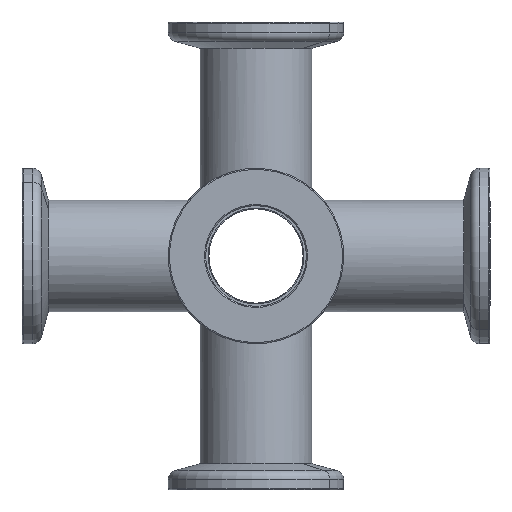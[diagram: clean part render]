
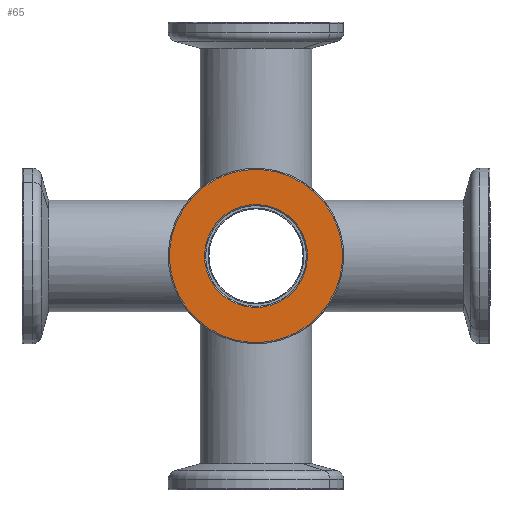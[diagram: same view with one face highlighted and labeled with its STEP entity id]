
A CAD part, front view. The second image highlights one B-rep face of the part: STEP entity #65.
In plain terms, the highlighted planar face has unit normal (0, -1, 0).
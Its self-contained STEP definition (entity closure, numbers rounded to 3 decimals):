
#15 = DIRECTION ( 'NONE',  ( 0., 1., 0. ) ) ;
#27 = AXIS2_PLACEMENT_3D ( 'NONE', #901, #1571, #1701 ) ;
#40 = AXIS2_PLACEMENT_3D ( 'NONE', #817, #15, #948 ) ;
#50 = CARTESIAN_POINT ( 'NONE',  ( 0., 0., 8.8 ) ) ;
#65 = ADVANCED_FACE ( 'NONE', ( #370, #735 ), #106, .T. ) ;
#106 = PLANE ( 'NONE',  #27 ) ;
#185 = VERTEX_POINT ( 'NONE', #752 ) ;
#196 = AXIS2_PLACEMENT_3D ( 'NONE', #360, #1324, #501 ) ;
#360 = CARTESIAN_POINT ( 'NONE',  ( 0., 0., 0. ) ) ;
#370 = FACE_OUTER_BOUND ( 'NONE', #788, .T. ) ;
#392 = AXIS2_PLACEMENT_3D ( 'NONE', #1471, #654, #1592 ) ;
#501 = DIRECTION ( 'NONE',  ( 0., 0., -1. ) ) ;
#589 = DIRECTION ( 'NONE',  ( 0., 1., 0. ) ) ;
#619 = EDGE_CURVE ( 'NONE', #1165, #185, #895, .T. ) ;
#654 = DIRECTION ( 'NONE',  ( 0., -1., 0. ) ) ;
#735 = FACE_BOUND ( 'NONE', #860, .T. ) ;
#752 = CARTESIAN_POINT ( 'NONE',  ( 0., 0., 14.8 ) ) ;
#788 = EDGE_LOOP ( 'NONE', ( #1359, #1160 ) ) ;
#817 = CARTESIAN_POINT ( 'NONE',  ( 0., 0., 0. ) ) ;
#860 = EDGE_LOOP ( 'NONE', ( #1666, #869 ) ) ;
#869 = ORIENTED_EDGE ( 'NONE', *, *, #1446, .T. ) ;
#889 = EDGE_CURVE ( 'NONE', #185, #1165, #1093, .T. ) ;
#895 = CIRCLE ( 'NONE', #196, 14.8 ) ;
#901 = CARTESIAN_POINT ( 'NONE',  ( -8.6, 0., 0. ) ) ;
#913 = VERTEX_POINT ( 'NONE', #1329 ) ;
#948 = DIRECTION ( 'NONE',  ( 0., 0., -1. ) ) ;
#1027 = CIRCLE ( 'NONE', #40, 8.8 ) ;
#1093 = CIRCLE ( 'NONE', #392, 14.8 ) ;
#1160 = ORIENTED_EDGE ( 'NONE', *, *, #889, .T. ) ;
#1165 = VERTEX_POINT ( 'NONE', #1263 ) ;
#1198 = VERTEX_POINT ( 'NONE', #50 ) ;
#1206 = EDGE_CURVE ( 'NONE', #913, #1198, #1698, .T. ) ;
#1263 = CARTESIAN_POINT ( 'NONE',  ( 0., 0., -14.8 ) ) ;
#1324 = DIRECTION ( 'NONE',  ( 0., -1., 0. ) ) ;
#1329 = CARTESIAN_POINT ( 'NONE',  ( 0., 0., -8.8 ) ) ;
#1359 = ORIENTED_EDGE ( 'NONE', *, *, #619, .T. ) ;
#1414 = CARTESIAN_POINT ( 'NONE',  ( 0., 0., 0. ) ) ;
#1446 = EDGE_CURVE ( 'NONE', #1198, #913, #1027, .T. ) ;
#1471 = CARTESIAN_POINT ( 'NONE',  ( 0., 0., 0. ) ) ;
#1531 = DIRECTION ( 'NONE',  ( 0., 0., -1. ) ) ;
#1571 = DIRECTION ( 'NONE',  ( 0., -1., 0. ) ) ;
#1592 = DIRECTION ( 'NONE',  ( 0., 0., -1. ) ) ;
#1624 = AXIS2_PLACEMENT_3D ( 'NONE', #1414, #589, #1531 ) ;
#1666 = ORIENTED_EDGE ( 'NONE', *, *, #1206, .T. ) ;
#1698 = CIRCLE ( 'NONE', #1624, 8.8 ) ;
#1701 = DIRECTION ( 'NONE',  ( 0., 0., -1. ) ) ;
